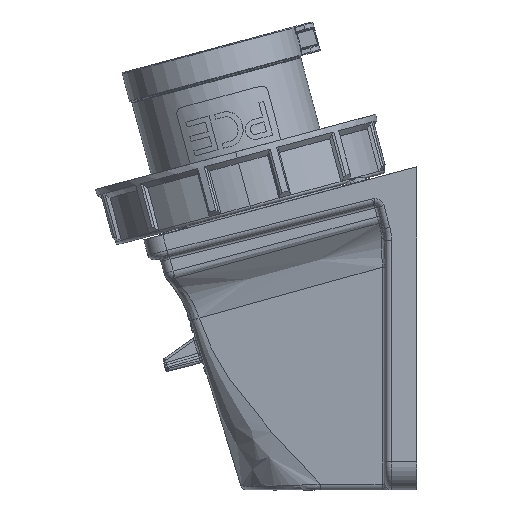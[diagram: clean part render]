
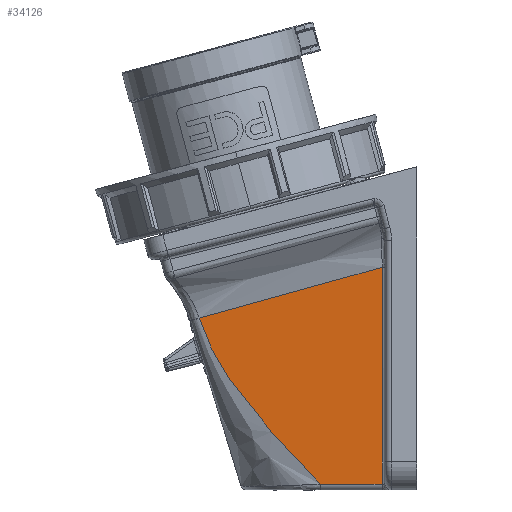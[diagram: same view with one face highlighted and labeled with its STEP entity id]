
A CAD part, left-side view. The second image highlights one B-rep face of the part: STEP entity #34126.
In plain terms, the highlighted planar face has unit normal (-0.998, 0.001, -0.056).
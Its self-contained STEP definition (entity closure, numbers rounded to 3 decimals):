
#1435 = CARTESIAN_POINT ( 'NONE',  ( -28.161, 69.239, -48.229 ) ) ;
#5566 = CARTESIAN_POINT ( 'NONE',  ( -26.317, 49.317, -81.464 ) ) ;
#6827 = CARTESIAN_POINT ( 'NONE',  ( -31.264, 10.999, 5.87 ) ) ;
#8585 = EDGE_CURVE ( 'NONE', #68932, #20639, #70288, .T. ) ;
#8588 = ORIENTED_EDGE ( 'NONE', *, *, #15176, .T. ) ;
#8681 = ORIENTED_EDGE ( 'NONE', *, *, #86795, .T. ) ;
#9118 = CARTESIAN_POINT ( 'NONE',  ( -29.135, 10.999, -32.046 ) ) ;
#11282 = DIRECTION ( 'NONE',  ( -0.001, -1., 0. ) ) ;
#13285 = CARTESIAN_POINT ( 'NONE',  ( -25.396, 33.507, -98.17 ) ) ;
#14848 = CARTESIAN_POINT ( 'NONE',  ( -31.265, 10., 5.87 ) ) ;
#15176 = EDGE_CURVE ( 'NONE', #20639, #58085, #25266, .T. ) ;
#16877 = CARTESIAN_POINT ( 'NONE',  ( -28.81, 30.412, -37.441 ) ) ;
#16928 = CARTESIAN_POINT ( 'NONE',  ( -28.159, 69.226, -48.273 ) ) ;
#20639 = VERTEX_POINT ( 'NONE', #45377 ) ;
#20658 = ORIENTED_EDGE ( 'NONE', *, *, #21819, .T. ) ;
#21038 = CARTESIAN_POINT ( 'NONE',  ( -25.234, 30.722, -101.112 ) ) ;
#21819 = EDGE_CURVE ( 'NONE', #58085, #21886, #98281, .T. ) ;
#21886 = VERTEX_POINT ( 'NONE', #32750 ) ;
#24603 = CARTESIAN_POINT ( 'NONE',  ( -28.162, 69.246, -48.207 ) ) ;
#25266 = LINE ( 'NONE', #6827, #43340 ) ;
#32750 = CARTESIAN_POINT ( 'NONE',  ( -28.162, 69.246, -48.207 ) ) ;
#34126 = ADVANCED_FACE ( 'NONE', ( #40708 ), #38108, .T. ) ;
#37589 = ORIENTED_EDGE ( 'NONE', *, *, #80231, .T. ) ;
#38108 = PLANE ( 'NONE',  #66458 ) ;
#40708 = FACE_OUTER_BOUND ( 'NONE', #75133, .T. ) ;
#43282 = CARTESIAN_POINT ( 'NONE',  ( -27.156, 63.736, -66.229 ) ) ;
#43340 = VECTOR ( 'NONE', #68502, 1000. ) ;
#45377 = CARTESIAN_POINT ( 'NONE',  ( -25.255, 10.999, -101.112 ) ) ;
#45840 = DIRECTION ( 'NONE',  ( -0.998, 0.001, -0.056 ) ) ;
#46848 = CARTESIAN_POINT ( 'NONE',  ( -29.135, 10.999, -32.046 ) ) ;
#49707 = VECTOR ( 'NONE', #11282, 1000. ) ;
#53064 = B_SPLINE_CURVE_WITH_KNOTS ( 'NONE', 3,
 ( #97791, #43282, #5566, #59451, #13285, #67246, #21038 ),
 .UNSPECIFIED., .F., .F.,
 ( 4, 3, 4 ),
 ( -0.224, -0.167, -0.162 ),
 .UNSPECIFIED. ) ;
#55308 = CARTESIAN_POINT ( 'NONE',  ( -28.162, 69.246, -48.207 ) ) ;
#58005 = ORIENTED_EDGE ( 'NONE', *, *, #8585, .T. ) ;
#58085 = VERTEX_POINT ( 'NONE', #46848 ) ;
#59451 = CARTESIAN_POINT ( 'NONE',  ( -25.477, 34.899, -96.699 ) ) ;
#63101 = CARTESIAN_POINT ( 'NONE',  ( -28.16, 69.232, -48.251 ) ) ;
#65370 = VERTEX_POINT ( 'NONE', #76210 ) ;
#66458 = AXIS2_PLACEMENT_3D ( 'NONE', #14848, #45840, #99676 ) ;
#67246 = CARTESIAN_POINT ( 'NONE',  ( -25.315, 32.114, -99.641 ) ) ;
#68502 = DIRECTION ( 'NONE',  ( -0.056, 0., 0.998 ) ) ;
#68932 = VERTEX_POINT ( 'NONE', #91096 ) ;
#70288 = LINE ( 'NONE', #73044, #49707 ) ;
#70853 = CARTESIAN_POINT ( 'NONE',  ( -28.486, 49.828, -42.828 ) ) ;
#73044 = CARTESIAN_POINT ( 'NONE',  ( -25.257, 9.993, -101.112 ) ) ;
#75133 = EDGE_LOOP ( 'NONE', ( #58005, #8588, #20658, #37589, #8681 ) ) ;
#76210 = CARTESIAN_POINT ( 'NONE',  ( -28.159, 69.226, -48.273 ) ) ;
#80231 = EDGE_CURVE ( 'NONE', #21886, #65370, #91884, .T. ) ;
#86795 = EDGE_CURVE ( 'NONE', #65370, #68932, #53064, .T. ) ;
#91096 = CARTESIAN_POINT ( 'NONE',  ( -25.234, 30.722, -101.112 ) ) ;
#91884 =( BOUNDED_CURVE ( )  B_SPLINE_CURVE ( 3, ( #55308, #1435, #63101, #16928 ),
 .UNSPECIFIED., .F., .F. ) 
 B_SPLINE_CURVE_WITH_KNOTS ( ( 4, 4 ),
 ( 4.394, 4.396 ),
 .UNSPECIFIED. ) 
 CURVE ( )  GEOMETRIC_REPRESENTATION_ITEM ( )  RATIONAL_B_SPLINE_CURVE ( ( 1., 1., 1., 1. ) ) 
 REPRESENTATION_ITEM ( '' )  );
#97791 = CARTESIAN_POINT ( 'NONE',  ( -28.159, 69.226, -48.273 ) ) ;
#98281 = B_SPLINE_CURVE_WITH_KNOTS ( 'NONE', 3,
 ( #9118, #16877, #70853, #24603 ),
 .UNSPECIFIED., .F., .F.,
 ( 4, 4 ),
 ( 0.001, 0.061 ),
 .UNSPECIFIED. ) ;
#99676 = DIRECTION ( 'NONE',  ( -0.056, 0., 0.998 ) ) ;
